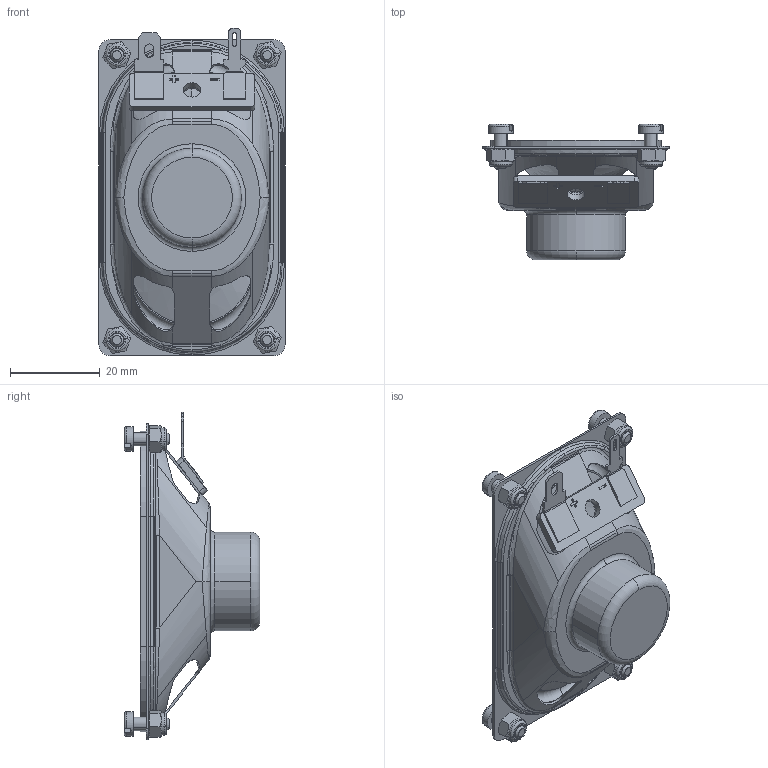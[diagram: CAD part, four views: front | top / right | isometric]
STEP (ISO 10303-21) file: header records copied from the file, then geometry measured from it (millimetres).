
FILE_DESCRIPTION (( 'STEP AP214' ), '1' );
FILE_NAME ('SC4-7ND_bolts.STEP', '2020-09-25T08:25:28', ( '' ), ( '' ), 'SwSTEP 2.0', 'SolidWorks 2018', '' );
FILE_SCHEMA (( 'AUTOMOTIVE_DESIGN' ));
Length unit declared in the file: millimetre
Products named in the file (4): TCM3x8; SC4-7ND_bolts; ecrou M3 x 4 nylstop; SC4-7ND
Assembly tree (9 placements, depth 2):
  SC4-7ND_bolts
    SC4-7ND
    TCM3x8  x4
    ecrou M3 x 4 nylstop  x4
Bounding box: 41.5 x 30.2 x 72.99 mm (x, y, z)
Volume: 7140.5 mm3; surface area: 18606.5 mm2
Topology: 17 solids, 17 shells, 496 faces, 1244 edges, 794 vertices
Faces by surface type: plane 188, cylinder 164, bspline 56, torus 48, cone 40
Entity records: 33349 total; most frequent: CARTESIAN_POINT 23981, ORIENTED_EDGE 1972, DIRECTION 1670, EDGE_CURVE 986, VERTEX_POINT 632, AXIS2_PLACEMENT_3D 617, VECTOR 436, LINE 436
